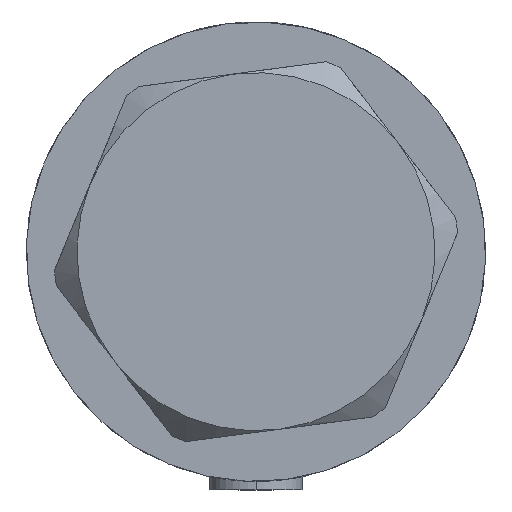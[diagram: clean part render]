
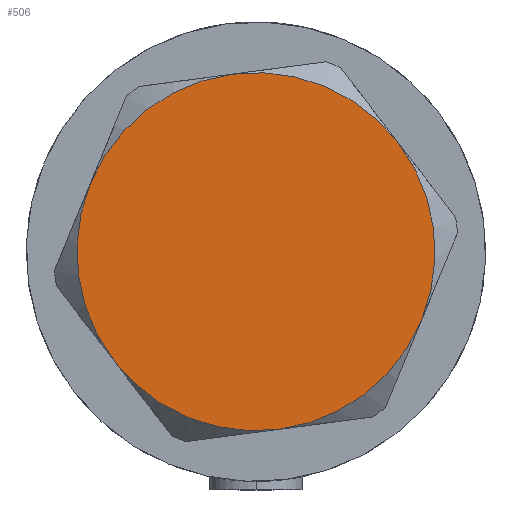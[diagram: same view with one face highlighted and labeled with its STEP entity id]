
A CAD part, left-side view. The second image highlights one B-rep face of the part: STEP entity #506.
In plain terms, the highlighted face is planar.
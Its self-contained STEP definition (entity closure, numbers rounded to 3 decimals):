
#25 = AXIS2_PLACEMENT_3D ( 'NONE', #1763, #3271, #1423 ) ;
#49 = DIRECTION ( 'NONE',  ( 1., 0., 0. ) ) ;
#57 = CARTESIAN_POINT ( 'NONE',  ( -23., 0., 13. ) ) ;
#120 = DIRECTION ( 'NONE',  ( 1., 0., 0. ) ) ;
#164 = ORIENTED_EDGE ( 'NONE', *, *, #482, .T. ) ;
#169 = CARTESIAN_POINT ( 'NONE',  ( 0., 0., 13. ) ) ;
#173 = VERTEX_POINT ( 'NONE', #57 ) ;
#482 = EDGE_CURVE ( 'NONE', #1413, #173, #1153, .T. ) ;
#489 = CIRCLE ( 'NONE', #25, 23. ) ;
#506 = ADVANCED_FACE ( 'NONE', ( #850 ), #1215, .T. ) ;
#595 = DIRECTION ( 'NONE',  ( 1., 0., 0. ) ) ;
#850 = FACE_OUTER_BOUND ( 'NONE', #4724, .T. ) ;
#927 = VERTEX_POINT ( 'NONE', #3139 ) ;
#1073 = CARTESIAN_POINT ( 'NONE',  ( 11.5, 19.919, 13. ) ) ;
#1153 = CIRCLE ( 'NONE', #3864, 23. ) ;
#1215 = PLANE ( 'NONE',  #2405 ) ;
#1222 = ORIENTED_EDGE ( 'NONE', *, *, #4488, .T. ) ;
#1253 = CARTESIAN_POINT ( 'NONE',  ( -11.5, 19.919, 13. ) ) ;
#1265 = ORIENTED_EDGE ( 'NONE', *, *, #2787, .T. ) ;
#1266 = DIRECTION ( 'NONE',  ( 1., 0., 0. ) ) ;
#1397 = CARTESIAN_POINT ( 'NONE',  ( 0., 0., 13. ) ) ;
#1413 = VERTEX_POINT ( 'NONE', #1253 ) ;
#1423 = DIRECTION ( 'NONE',  ( 1., 0., 0. ) ) ;
#1529 = CARTESIAN_POINT ( 'NONE',  ( 0., 0., 13. ) ) ;
#1638 = VERTEX_POINT ( 'NONE', #1073 ) ;
#1675 = DIRECTION ( 'NONE',  ( 0., 0., 1. ) ) ;
#1763 = CARTESIAN_POINT ( 'NONE',  ( 0., 0., 13. ) ) ;
#1901 = CARTESIAN_POINT ( 'NONE',  ( 0., 0., 13. ) ) ;
#2084 = DIRECTION ( 'NONE',  ( 1., 0., 0. ) ) ;
#2126 = CIRCLE ( 'NONE', #3818, 23. ) ;
#2158 = ORIENTED_EDGE ( 'NONE', *, *, #3895, .T. ) ;
#2405 = AXIS2_PLACEMENT_3D ( 'NONE', #2733, #4606, #120 ) ;
#2417 = EDGE_CURVE ( 'NONE', #4205, #3935, #3427, .T. ) ;
#2472 = CARTESIAN_POINT ( 'NONE',  ( 0., 0., 13. ) ) ;
#2733 = CARTESIAN_POINT ( 'NONE',  ( 0., 0., 13. ) ) ;
#2736 = AXIS2_PLACEMENT_3D ( 'NONE', #1529, #4580, #1266 ) ;
#2787 = EDGE_CURVE ( 'NONE', #173, #927, #4496, .T. ) ;
#2809 = DIRECTION ( 'NONE',  ( 0., 0., 1. ) ) ;
#2825 = AXIS2_PLACEMENT_3D ( 'NONE', #2472, #2809, #2084 ) ;
#2983 = CIRCLE ( 'NONE', #3963, 23. ) ;
#3139 = CARTESIAN_POINT ( 'NONE',  ( -11.5, -19.919, 13. ) ) ;
#3155 = DIRECTION ( 'NONE',  ( 0., 0., 1. ) ) ;
#3160 = DIRECTION ( 'NONE',  ( 1., 0., 0. ) ) ;
#3271 = DIRECTION ( 'NONE',  ( 0., 0., 1. ) ) ;
#3382 = DIRECTION ( 'NONE',  ( 0., 0., 1. ) ) ;
#3427 = CIRCLE ( 'NONE', #2736, 23. ) ;
#3510 = CARTESIAN_POINT ( 'NONE',  ( 11.5, -19.919, 13. ) ) ;
#3815 = ORIENTED_EDGE ( 'NONE', *, *, #2417, .T. ) ;
#3818 = AXIS2_PLACEMENT_3D ( 'NONE', #169, #1675, #3160 ) ;
#3864 = AXIS2_PLACEMENT_3D ( 'NONE', #1901, #3382, #49 ) ;
#3895 = EDGE_CURVE ( 'NONE', #1638, #1413, #2983, .T. ) ;
#3935 = VERTEX_POINT ( 'NONE', #4002 ) ;
#3963 = AXIS2_PLACEMENT_3D ( 'NONE', #1397, #3155, #595 ) ;
#4002 = CARTESIAN_POINT ( 'NONE',  ( 23., 0., 13. ) ) ;
#4183 = ORIENTED_EDGE ( 'NONE', *, *, #4409, .T. ) ;
#4205 = VERTEX_POINT ( 'NONE', #3510 ) ;
#4409 = EDGE_CURVE ( 'NONE', #3935, #1638, #489, .T. ) ;
#4488 = EDGE_CURVE ( 'NONE', #927, #4205, #2126, .T. ) ;
#4496 = CIRCLE ( 'NONE', #2825, 23. ) ;
#4580 = DIRECTION ( 'NONE',  ( 0., 0., 1. ) ) ;
#4606 = DIRECTION ( 'NONE',  ( 0., 0., 1. ) ) ;
#4724 = EDGE_LOOP ( 'NONE', ( #3815, #4183, #2158, #164, #1265, #1222 ) ) ;
